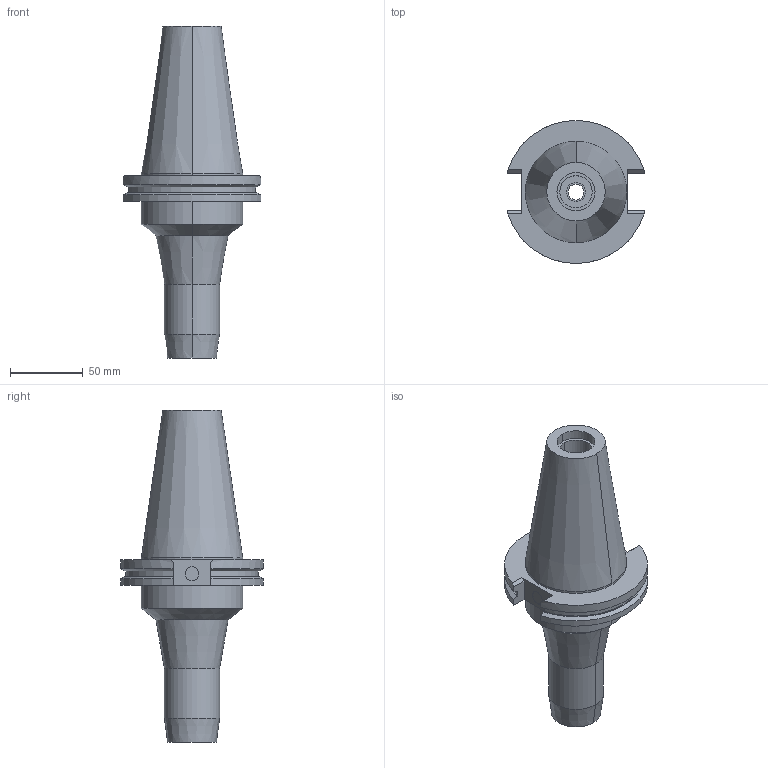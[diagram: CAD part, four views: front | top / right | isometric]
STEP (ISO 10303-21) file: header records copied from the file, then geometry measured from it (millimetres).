
FILE_DESCRIPTION((''),'2;1');
FILE_NAME('BCV50-HDC_625-5','2018-04-27T',('ykawabe'),(''),'CREO PARAMETRIC BY PTC INC, 2016380','CREO PARAMETRIC BY PTC INC, 2016380','');
FILE_SCHEMA(('AUTOMOTIVE_DESIGN { 1 0 10303 214 1 1 1 1 }'));
Length unit declared in the file: millimetre
Products named in the file (1): BCV50-HDC_625-5
Bounding box: 94.95 x 98.42 x 228.6 mm (x, y, z)
Volume: 496813.8 mm3; surface area: 63230.6 mm2
Topology: 1 solids, 1 shells, 64 faces, 166 edges, 112 vertices
Faces by surface type: cylinder 28, plane 24, cone 12
Entity records: 2792 total; most frequent: CARTESIAN_POINT 394, DIRECTION 372, ORIENTED_EDGE 332, PRESENTATION_STYLE_ASSIGNMENT 171, STYLED_ITEM 171, CURVE_STYLE 170, EDGE_CURVE 166, AXIS2_PLACEMENT_3D 149
